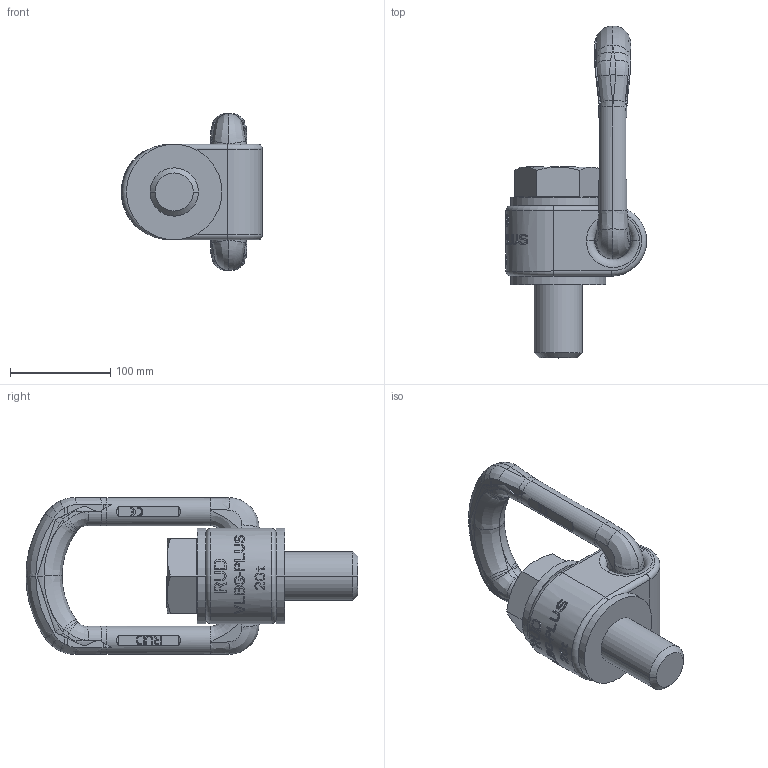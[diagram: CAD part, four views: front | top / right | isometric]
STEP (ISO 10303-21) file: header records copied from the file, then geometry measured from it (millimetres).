
FILE_DESCRIPTION((''),'2;1');
FILE_NAME('001-M34393-P-20_ASM','2019-02-06T',('anja.joas'),(''),'PRO/ENGINEER BY PARAMETRIC TECHNOLOGY CORPORATION, 2011490','PRO/ENGINEER BY PARAMETRIC TECHNOLOGY CORPORATION, 2011490','');
FILE_SCHEMA(('CONFIG_CONTROL_DESIGN'));
Length unit declared in the file: millimetre
Products named in the file (4): 001-M34393-P-10; 001-M31223-P-30; 001-M31126-P-10; 001-M34393-P-20_ASM
Assembly tree (3 placements, depth 2):
  001-M34393-P-20_ASM
    001-M34393-P-10
    001-M31223-P-30
    001-M31126-P-10
Bounding box: 140.5 x 330.5 x 156 mm (x, y, z)
Volume: 1564085.9 mm3; surface area: 188858.4 mm2
Topology: 3 solids, 3 shells, 935 faces, 2723 edges, 1842 vertices
Faces by surface type: plane 735, cylinder 88, bspline 84, torus 16, cone 8, extrusion 4
Entity records: 38545 total; most frequent: CARTESIAN_POINT 15289, ORIENTED_EDGE 5446, DIRECTION 3942, EDGE_CURVE 2723, VERTEX_POINT 1842, VECTOR 1474, LINE 1470, AXIS2_PLACEMENT_3D 1234
